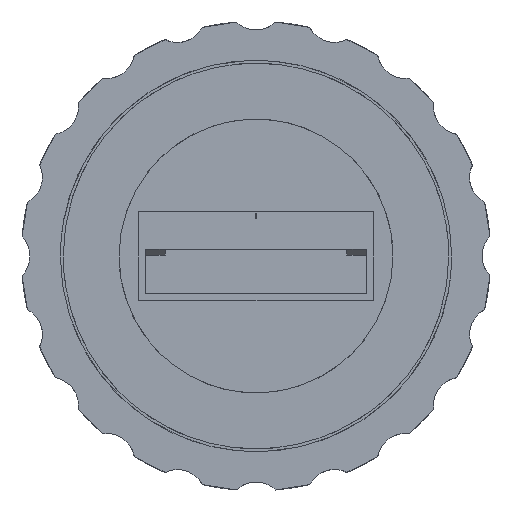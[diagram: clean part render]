
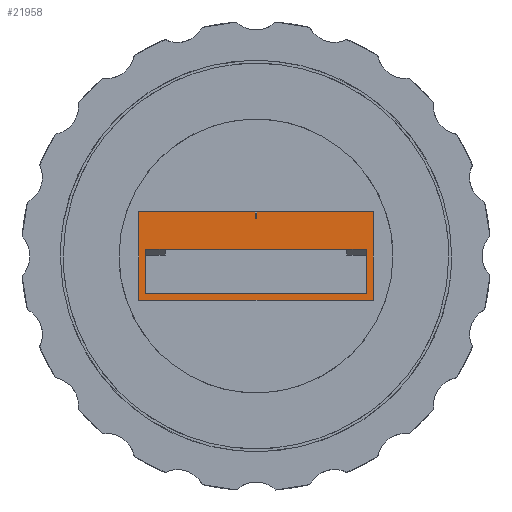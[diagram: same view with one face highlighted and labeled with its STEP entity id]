
A CAD part, left-side view. The second image highlights one B-rep face of the part: STEP entity #21958.
In plain terms, the highlighted planar face has unit normal (-1, 0, 0).
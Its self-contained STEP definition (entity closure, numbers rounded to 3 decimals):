
#345 = CARTESIAN_POINT ( 'NONE',  ( -8.3, 0., -1.9 ) ) ;
#575 = CARTESIAN_POINT ( 'NONE',  ( -8.3, 0.05, 1.9 ) ) ;
#749 = CARTESIAN_POINT ( 'NONE',  ( -8.3, 5.65, 0.35 ) ) ;
#1060 = VERTEX_POINT ( 'NONE', #575 ) ;
#1409 = DIRECTION ( 'NONE',  ( 0., 0., 1. ) ) ;
#1518 = CARTESIAN_POINT ( 'NONE',  ( -8.3, -4.64, 0.35 ) ) ;
#1933 = VERTEX_POINT ( 'NONE', #14501 ) ;
#2495 = VECTOR ( 'NONE', #25691, 1000. ) ;
#3130 = EDGE_CURVE ( 'NONE', #21675, #21460, #16899, .T. ) ;
#3300 = VECTOR ( 'NONE', #13156, 1000. ) ;
#3766 = ORIENTED_EDGE ( 'NONE', *, *, #23102, .T. ) ;
#3879 = CARTESIAN_POINT ( 'NONE',  ( -8.3, 5.65, -1.9 ) ) ;
#4668 = EDGE_CURVE ( 'NONE', #29815, #27002, #25445, .T. ) ;
#4717 = CARTESIAN_POINT ( 'NONE',  ( -8.3, 6., -2.25 ) ) ;
#4935 = CARTESIAN_POINT ( 'NONE',  ( -8.3, -5.65, 0. ) ) ;
#5222 = EDGE_CURVE ( 'NONE', #22149, #20268, #28833, .T. ) ;
#5971 = EDGE_CURVE ( 'NONE', #17031, #13269, #27560, .T. ) ;
#6292 = ORIENTED_EDGE ( 'NONE', *, *, #9849, .T. ) ;
#6607 = CARTESIAN_POINT ( 'NONE',  ( -8.3, 0., 1.9 ) ) ;
#6662 = DIRECTION ( 'NONE',  ( 0., -1., 0. ) ) ;
#7693 = EDGE_CURVE ( 'NONE', #13269, #11514, #15560, .T. ) ;
#7791 = CARTESIAN_POINT ( 'NONE',  ( -8.3, 6., -2.25 ) ) ;
#7905 = EDGE_CURVE ( 'NONE', #8844, #21675, #21226, .T. ) ;
#8203 = CARTESIAN_POINT ( 'NONE',  ( -8.3, 6., 2.25 ) ) ;
#8757 = CARTESIAN_POINT ( 'NONE',  ( -8.3, -6., -2.25 ) ) ;
#8844 = VERTEX_POINT ( 'NONE', #8757 ) ;
#8864 = DIRECTION ( 'NONE',  ( 0., 1., 0. ) ) ;
#8970 = CARTESIAN_POINT ( 'NONE',  ( -8.3, -6., 2.25 ) ) ;
#9001 = CARTESIAN_POINT ( 'NONE',  ( -8.3, -6., -2.25 ) ) ;
#9036 = DIRECTION ( 'NONE',  ( 0., 1., 0. ) ) ;
#9241 = VECTOR ( 'NONE', #14339, 1000. ) ;
#9544 = LINE ( 'NONE', #10780, #3300 ) ;
#9849 = EDGE_CURVE ( 'NONE', #22467, #1060, #12160, .T. ) ;
#9865 = ORIENTED_EDGE ( 'NONE', *, *, #4668, .T. ) ;
#10109 = ORIENTED_EDGE ( 'NONE', *, *, #5971, .T. ) ;
#10532 = FACE_OUTER_BOUND ( 'NONE', #21245, .T. ) ;
#10780 = CARTESIAN_POINT ( 'NONE',  ( -8.3, 0., 0.35 ) ) ;
#11021 = EDGE_CURVE ( 'NONE', #21460, #22467, #13600, .T. ) ;
#11236 = VECTOR ( 'NONE', #21670, 1000. ) ;
#11514 = VERTEX_POINT ( 'NONE', #749 ) ;
#11610 = CARTESIAN_POINT ( 'NONE',  ( -8.3, -6., 2.25 ) ) ;
#11953 = CARTESIAN_POINT ( 'NONE',  ( -8.3, 0., 0.35 ) ) ;
#12160 = LINE ( 'NONE', #6607, #24860 ) ;
#12640 = EDGE_CURVE ( 'NONE', #1933, #1060, #15448, .T. ) ;
#12676 = CARTESIAN_POINT ( 'NONE',  ( -8.3, 5.65, 0. ) ) ;
#12830 = CARTESIAN_POINT ( 'NONE',  ( -8.3, 0., 0. ) ) ;
#13116 = ORIENTED_EDGE ( 'NONE', *, *, #11021, .T. ) ;
#13156 = DIRECTION ( 'NONE',  ( 0., -1., 0. ) ) ;
#13253 = ORIENTED_EDGE ( 'NONE', *, *, #21523, .T. ) ;
#13269 = VERTEX_POINT ( 'NONE', #3879 ) ;
#13600 = LINE ( 'NONE', #26284, #20042 ) ;
#14216 = EDGE_CURVE ( 'NONE', #25707, #17031, #16860, .T. ) ;
#14339 = DIRECTION ( 'NONE',  ( 0., 1., 0. ) ) ;
#14370 = DIRECTION ( 'NONE',  ( 0., 0., -1. ) ) ;
#14386 = LINE ( 'NONE', #21154, #26353 ) ;
#14501 = CARTESIAN_POINT ( 'NONE',  ( -8.3, 0.05, 2.25 ) ) ;
#15117 = CARTESIAN_POINT ( 'NONE',  ( -8.3, 0., 0.35 ) ) ;
#15204 = ORIENTED_EDGE ( 'NONE', *, *, #3130, .T. ) ;
#15448 = LINE ( 'NONE', #25076, #21108 ) ;
#15560 = LINE ( 'NONE', #12676, #21989 ) ;
#15758 = DIRECTION ( 'NONE',  ( 0., -1., 0. ) ) ;
#15951 = ORIENTED_EDGE ( 'NONE', *, *, #12640, .F. ) ;
#16611 = ORIENTED_EDGE ( 'NONE', *, *, #14216, .T. ) ;
#16860 = LINE ( 'NONE', #4935, #11236 ) ;
#16899 = LINE ( 'NONE', #8970, #17275 ) ;
#16938 = EDGE_LOOP ( 'NONE', ( #16611, #10109, #24760, #3766, #27143, #13253 ) ) ;
#17031 = VERTEX_POINT ( 'NONE', #30238 ) ;
#17209 = CARTESIAN_POINT ( 'NONE',  ( -8.3, -0.05, 2.25 ) ) ;
#17275 = VECTOR ( 'NONE', #8864, 1000. ) ;
#17581 = DIRECTION ( 'NONE',  ( 0., -1., 0. ) ) ;
#20042 = VECTOR ( 'NONE', #14370, 1000. ) ;
#20268 = VERTEX_POINT ( 'NONE', #1518 ) ;
#20437 = DIRECTION ( 'NONE',  ( 0., 0., -1. ) ) ;
#21108 = VECTOR ( 'NONE', #20437, 1000. ) ;
#21154 = CARTESIAN_POINT ( 'NONE',  ( -8.3, -6., -2.25 ) ) ;
#21226 = LINE ( 'NONE', #9001, #25261 ) ;
#21245 = EDGE_LOOP ( 'NONE', ( #24621, #15204, #13116, #6292, #15951, #27861, #9865, #29533 ) ) ;
#21445 = LINE ( 'NONE', #23365, #2495 ) ;
#21460 = VERTEX_POINT ( 'NONE', #17209 ) ;
#21523 = EDGE_CURVE ( 'NONE', #20268, #25707, #9544, .T. ) ;
#21659 = EDGE_CURVE ( 'NONE', #27002, #8844, #14386, .T. ) ;
#21670 = DIRECTION ( 'NONE',  ( 0., 0., -1. ) ) ;
#21675 = VERTEX_POINT ( 'NONE', #11610 ) ;
#21958 = ADVANCED_FACE ( 'NONE', ( #23276, #10532 ), #27667, .T. ) ;
#21989 = VECTOR ( 'NONE', #22343, 1000. ) ;
#22149 = VERTEX_POINT ( 'NONE', #28306 ) ;
#22343 = DIRECTION ( 'NONE',  ( 0., 0., 1. ) ) ;
#22467 = VERTEX_POINT ( 'NONE', #26875 ) ;
#22507 = LINE ( 'NONE', #15117, #28086 ) ;
#23102 = EDGE_CURVE ( 'NONE', #11514, #22149, #22507, .T. ) ;
#23276 = FACE_BOUND ( 'NONE', #16938, .T. ) ;
#23365 = CARTESIAN_POINT ( 'NONE',  ( -8.3, -6., 2.25 ) ) ;
#23718 = AXIS2_PLACEMENT_3D ( 'NONE', #12830, #30126, #15758 ) ;
#24520 = DIRECTION ( 'NONE',  ( 0., 0., -1. ) ) ;
#24621 = ORIENTED_EDGE ( 'NONE', *, *, #7905, .T. ) ;
#24760 = ORIENTED_EDGE ( 'NONE', *, *, #7693, .T. ) ;
#24860 = VECTOR ( 'NONE', #9036, 1000. ) ;
#25076 = CARTESIAN_POINT ( 'NONE',  ( -8.3, 0.05, -8.03 ) ) ;
#25123 = VECTOR ( 'NONE', #24520, 1000. ) ;
#25261 = VECTOR ( 'NONE', #1409, 1000. ) ;
#25445 = LINE ( 'NONE', #7791, #25123 ) ;
#25691 = DIRECTION ( 'NONE',  ( 0., 1., 0. ) ) ;
#25707 = VERTEX_POINT ( 'NONE', #27201 ) ;
#26284 = CARTESIAN_POINT ( 'NONE',  ( -8.3, -0.05, 0. ) ) ;
#26353 = VECTOR ( 'NONE', #6662, 1000. ) ;
#26875 = CARTESIAN_POINT ( 'NONE',  ( -8.3, -0.05, 1.9 ) ) ;
#27002 = VERTEX_POINT ( 'NONE', #4717 ) ;
#27143 = ORIENTED_EDGE ( 'NONE', *, *, #5222, .T. ) ;
#27201 = CARTESIAN_POINT ( 'NONE',  ( -8.3, -5.65, 0.35 ) ) ;
#27560 = LINE ( 'NONE', #345, #9241 ) ;
#27667 = PLANE ( 'NONE',  #23718 ) ;
#27861 = ORIENTED_EDGE ( 'NONE', *, *, #28111, .T. ) ;
#28086 = VECTOR ( 'NONE', #17581, 1000. ) ;
#28111 = EDGE_CURVE ( 'NONE', #1933, #29815, #21445, .T. ) ;
#28306 = CARTESIAN_POINT ( 'NONE',  ( -8.3, 4.64, 0.35 ) ) ;
#28797 = DIRECTION ( 'NONE',  ( 0., -1., 0. ) ) ;
#28833 = LINE ( 'NONE', #11953, #28858 ) ;
#28858 = VECTOR ( 'NONE', #28797, 1000. ) ;
#29533 = ORIENTED_EDGE ( 'NONE', *, *, #21659, .T. ) ;
#29815 = VERTEX_POINT ( 'NONE', #8203 ) ;
#30126 = DIRECTION ( 'NONE',  ( -1., 0., 0. ) ) ;
#30238 = CARTESIAN_POINT ( 'NONE',  ( -8.3, -5.65, -1.9 ) ) ;
